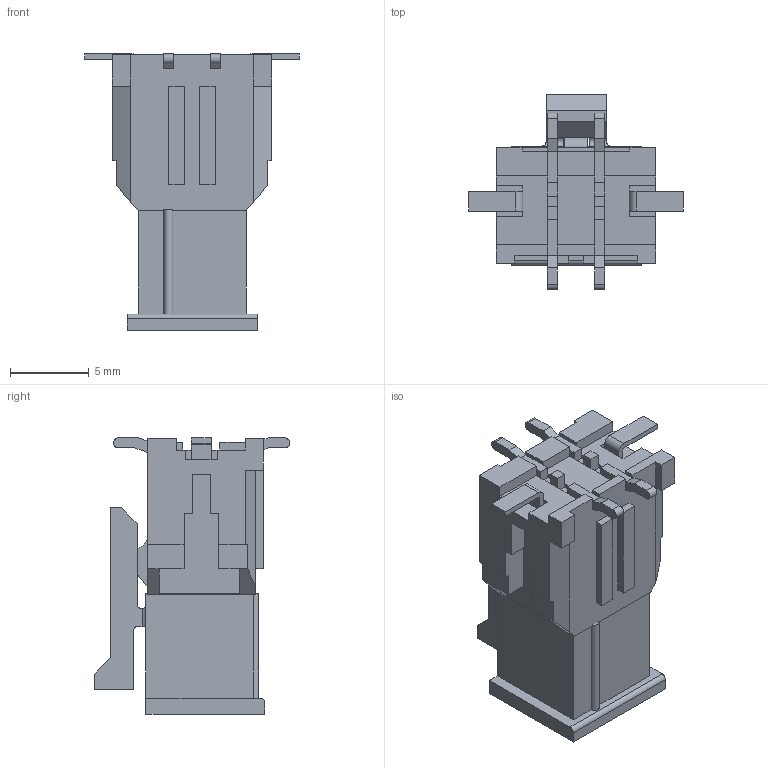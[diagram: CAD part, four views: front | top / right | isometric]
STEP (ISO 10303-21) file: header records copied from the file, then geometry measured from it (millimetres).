
FILE_DESCRIPTION (( 'STEP AP214' ), '1' );
FILE_NAME ('Assem1.STEP', '2019-01-22T21:06:16', ( '' ), ( '' ), 'SwSTEP 2.0', 'SolidWorks 2017', '' );
FILE_SCHEMA (( 'AUTOMOTIVE_DESIGN' ));
Length unit declared in the file: millimetre
Products named in the file (3): 430450418; Assem1; 430250400
Assembly tree (2 placements, depth 2):
  Assem1
    430250400
    430450418
Bounding box: 13.65 x 12.41 x 17.55 mm (x, y, z)
Volume: 985.8 mm3; surface area: 1704.4 mm2
Topology: 2 solids, 2 shells, 366 faces, 947 edges, 608 vertices
Faces by surface type: plane 349, cylinder 17
Entity records: 15013 total; most frequent: CARTESIAN_POINT 1940, ORIENTED_EDGE 1894, DIRECTION 1719, EDGE_CURVE 947, LINE 913, VECTOR 913, VERTEX_POINT 608, AXIS2_PLACEMENT_3D 403
